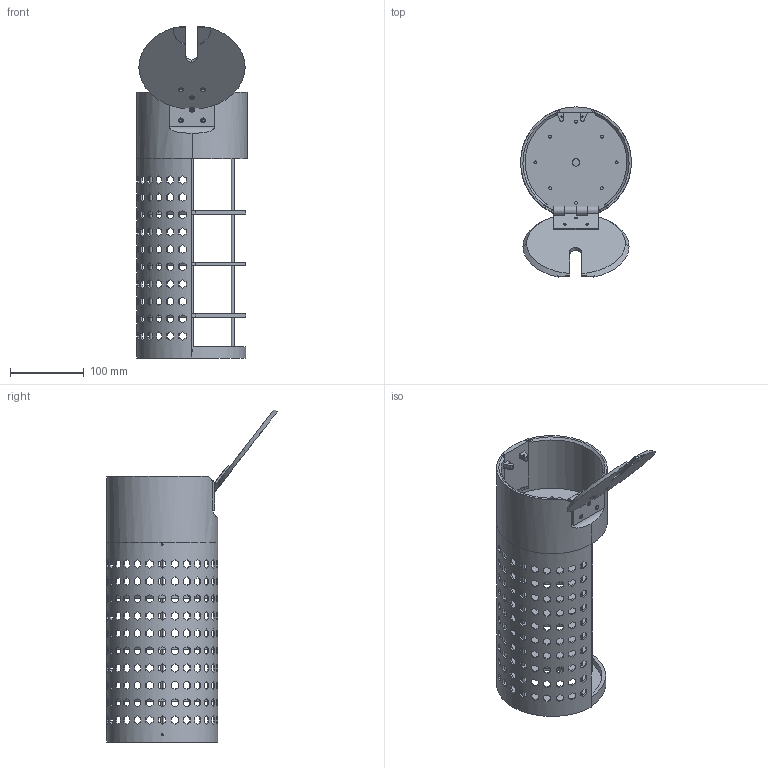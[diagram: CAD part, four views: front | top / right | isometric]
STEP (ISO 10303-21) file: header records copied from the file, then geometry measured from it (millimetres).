
FILE_DESCRIPTION (( 'STEP AP214' ), '1' );
FILE_NAME ('Cansat.STEP', '2024-12-28T11:15:14', ( '' ), ( '' ), 'SwSTEP 2.0', 'SolidWorks 2024', '' );
FILE_SCHEMA (( 'AUTOMOTIVE_DESIGN' ));
Length unit declared in the file: millimetre
Products named in the file (8): bodyCover; ParachuteCap; BottomPlate; rod; CameraPlate; HingeFlap; Cansat; ParachuteBay
Assembly tree (13 placements, depth 2):
  Cansat
    BottomPlate
    CameraPlate  x3
    ParachuteBay
    HingeFlap  x2
    bodyCover
    ParachuteCap
    rod  x4
Bounding box: 150 x 230.61 x 449.76 mm (x, y, z)
Volume: 674320.6 mm3; surface area: 400506.2 mm2
Topology: 13 solids, 13 shells, 1098 faces, 3193 edges, 2115 vertices
Faces by surface type: plane 880, cylinder 182, cone 23, bspline 6, sphere 4, torus 3
Entity records: 34366 total; most frequent: CARTESIAN_POINT 10021, ORIENTED_EDGE 5848, DIRECTION 4056, EDGE_CURVE 2924, VERTEX_POINT 1939, LINE 1556, VECTOR 1556, EDGE_LOOP 1321
